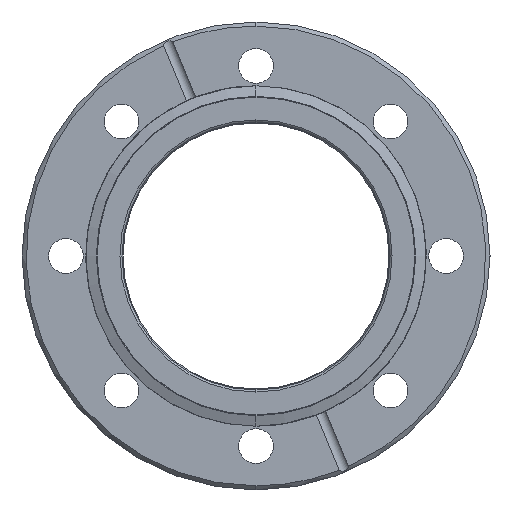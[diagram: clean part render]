
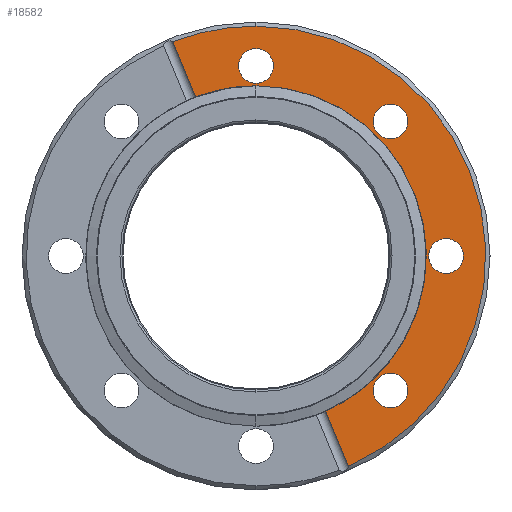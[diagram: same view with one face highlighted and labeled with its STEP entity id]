
A CAD part, left-side view. The second image highlights one B-rep face of the part: STEP entity #18582.
In plain terms, the highlighted planar face has unit normal (-1, 0, 0).
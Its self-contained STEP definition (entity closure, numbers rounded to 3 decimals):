
#462 = EDGE_CURVE ( 'NONE', #28503, #28726, #4425, .T. ) ;
#1786 = DIRECTION ( 'NONE',  ( 0., 0., 1. ) ) ;
#2449 = LINE ( 'NONE', #12514, #37544 ) ;
#2515 = CARTESIAN_POINT ( 'NONE',  ( -69.45, -32.598, 32.598 ) ) ;
#2633 = AXIS2_PLACEMENT_3D ( 'NONE', #31824, #4412, #36410 ) ;
#2638 = DIRECTION ( 'NONE',  ( -1., 0., 0. ) ) ;
#3000 = CARTESIAN_POINT ( 'NONE',  ( -69.45, -32.598, -36.798 ) ) ;
#3330 = ORIENTED_EDGE ( 'NONE', *, *, #54033, .T. ) ;
#3459 = CARTESIAN_POINT ( 'NONE',  ( -69.45, -32.598, -32.598 ) ) ;
#4412 = DIRECTION ( 'NONE',  ( -1., 0., 0. ) ) ;
#4425 = CIRCLE ( 'NONE', #11013, 4.2 ) ;
#4688 = ORIENTED_EDGE ( 'NONE', *, *, #37891, .F. ) ;
#5023 = AXIS2_PLACEMENT_3D ( 'NONE', #19871, #51902, #24478 ) ;
#6341 = ORIENTED_EDGE ( 'NONE', *, *, #29056, .F. ) ;
#6830 = DIRECTION ( 'NONE',  ( -1., 0., 0. ) ) ;
#7593 = EDGE_CURVE ( 'NONE', #40079, #40517, #46609, .T. ) ;
#7751 = LINE ( 'NONE', #33267, #30686 ) ;
#7772 = EDGE_CURVE ( 'NONE', #29862, #30326, #50124, .T. ) ;
#7936 = CIRCLE ( 'NONE', #44450, 41.275 ) ;
#7993 = DIRECTION ( 'NONE',  ( 0., 0., 1. ) ) ;
#9810 = ORIENTED_EDGE ( 'NONE', *, *, #52408, .F. ) ;
#10105 = FACE_BOUND ( 'NONE', #19059, .T. ) ;
#10817 = AXIS2_PLACEMENT_3D ( 'NONE', #34283, #6830, #38887 ) ;
#11013 = AXIS2_PLACEMENT_3D ( 'NONE', #2515, #52867, #52487 ) ;
#11721 = EDGE_CURVE ( 'NONE', #31020, #31130, #38832, .T. ) ;
#11916 = EDGE_LOOP ( 'NONE', ( #27955, #36042, #3330, #47445, #6341, #46780 ) ) ;
#12514 = CARTESIAN_POINT ( 'NONE',  ( -69.45, -29.484, -68.044 ) ) ;
#13646 = ORIENTED_EDGE ( 'NONE', *, *, #31160, .F. ) ;
#14351 = ORIENTED_EDGE ( 'NONE', *, *, #11721, .F. ) ;
#14577 = EDGE_LOOP ( 'NONE', ( #9810, #14351 ) ) ;
#14777 = AXIS2_PLACEMENT_3D ( 'NONE', #48802, #21378, #53338 ) ;
#14921 = CARTESIAN_POINT ( 'NONE',  ( -69.45, 0., 0. ) ) ;
#15415 = VERTEX_POINT ( 'NONE', #41941 ) ;
#16499 = CARTESIAN_POINT ( 'NONE',  ( -69.45, -46.1, -4.2 ) ) ;
#17240 = CARTESIAN_POINT ( 'NONE',  ( -69.45, 0., 0. ) ) ;
#17902 = EDGE_CURVE ( 'NONE', #39800, #15415, #57489, .T. ) ;
#18582 = ADVANCED_FACE ( 'NONE', ( #46687, #10105, #22349, #23774, #57384 ), #19679, .F. ) ;
#18694 = ORIENTED_EDGE ( 'NONE', *, *, #43944, .F. ) ;
#18923 = CARTESIAN_POINT ( 'NONE',  ( -69.45, 0., 41.275 ) ) ;
#19059 = EDGE_LOOP ( 'NONE', ( #4688, #31949 ) ) ;
#19566 = DIRECTION ( 'NONE',  ( 0., 0., 1. ) ) ;
#19679 = PLANE ( 'NONE',  #5023 ) ;
#19871 = CARTESIAN_POINT ( 'NONE',  ( -69.45, 0., 33. ) ) ;
#20081 = CARTESIAN_POINT ( 'NONE',  ( -69.45, -32.598, 36.798 ) ) ;
#20184 = AXIS2_PLACEMENT_3D ( 'NONE', #14921, #46995, #19566 ) ;
#20868 = AXIS2_PLACEMENT_3D ( 'NONE', #27146, #59054, #31792 ) ;
#21378 = DIRECTION ( 'NONE',  ( -1., 0., 0. ) ) ;
#21586 = AXIS2_PLACEMENT_3D ( 'NONE', #26580, #58535, #31249 ) ;
#21823 = CIRCLE ( 'NONE', #22289, 55.75 ) ;
#21833 = DIRECTION ( 'NONE',  ( 0., 0., 1. ) ) ;
#21929 = EDGE_CURVE ( 'NONE', #37519, #26713, #7751, .T. ) ;
#22126 = CARTESIAN_POINT ( 'NONE',  ( -69.45, -22.438, -51.035 ) ) ;
#22289 = AXIS2_PLACEMENT_3D ( 'NONE', #17240, #49265, #21833 ) ;
#22349 = FACE_BOUND ( 'NONE', #51229, .T. ) ;
#23045 = CARTESIAN_POINT ( 'NONE',  ( -69.45, 0., 0. ) ) ;
#23774 = FACE_OUTER_BOUND ( 'NONE', #11916, .T. ) ;
#24478 = DIRECTION ( 'NONE',  ( 0., 0., -1. ) ) ;
#25240 = AXIS2_PLACEMENT_3D ( 'NONE', #3459, #35473, #7993 ) ;
#26580 = CARTESIAN_POINT ( 'NONE',  ( -69.45, -32.598, 32.598 ) ) ;
#26603 = VERTEX_POINT ( 'NONE', #57895 ) ;
#26713 = VERTEX_POINT ( 'NONE', #22126 ) ;
#26842 = VERTEX_POINT ( 'NONE', #50529 ) ;
#27146 = CARTESIAN_POINT ( 'NONE',  ( -69.45, 0., 46.1 ) ) ;
#27639 = DIRECTION ( 'NONE',  ( 0., 0., 1. ) ) ;
#27955 = ORIENTED_EDGE ( 'NONE', *, *, #49282, .T. ) ;
#28503 = VERTEX_POINT ( 'NONE', #45933 ) ;
#28726 = VERTEX_POINT ( 'NONE', #20081 ) ;
#29056 = EDGE_CURVE ( 'NONE', #37519, #39800, #7936, .T. ) ;
#29217 = DIRECTION ( 'NONE',  ( -1., 0., 0. ) ) ;
#29862 = VERTEX_POINT ( 'NONE', #16499 ) ;
#30041 = CARTESIAN_POINT ( 'NONE',  ( -69.45, -32.598, -32.598 ) ) ;
#30326 = VERTEX_POINT ( 'NONE', #38520 ) ;
#30686 = VECTOR ( 'NONE', #42406, 1000. ) ;
#31020 = VERTEX_POINT ( 'NONE', #3000 ) ;
#31130 = VERTEX_POINT ( 'NONE', #54123 ) ;
#31160 = EDGE_CURVE ( 'NONE', #26842, #26603, #46890, .T. ) ;
#31249 = DIRECTION ( 'NONE',  ( 0., 0., 1. ) ) ;
#31792 = DIRECTION ( 'NONE',  ( 0., 0., 1. ) ) ;
#31824 = CARTESIAN_POINT ( 'NONE',  ( -69.45, 0., 0. ) ) ;
#31949 = ORIENTED_EDGE ( 'NONE', *, *, #462, .F. ) ;
#32706 = CARTESIAN_POINT ( 'NONE',  ( -69.45, -16.897, -37.658 ) ) ;
#33267 = CARTESIAN_POINT ( 'NONE',  ( -69.45, -29.484, -68.044 ) ) ;
#34283 = CARTESIAN_POINT ( 'NONE',  ( -69.45, 0., 46.1 ) ) ;
#34666 = DIRECTION ( 'NONE',  ( 0., 0., 1. ) ) ;
#35367 = CIRCLE ( 'NONE', #57372, 4.2 ) ;
#35473 = DIRECTION ( 'NONE',  ( -1., 0., 0. ) ) ;
#36042 = ORIENTED_EDGE ( 'NONE', *, *, #7593, .T. ) ;
#36410 = DIRECTION ( 'NONE',  ( 0., 0., 1. ) ) ;
#37039 = CIRCLE ( 'NONE', #10817, 4.2 ) ;
#37519 = VERTEX_POINT ( 'NONE', #32706 ) ;
#37544 = VECTOR ( 'NONE', #44607, 1000. ) ;
#37891 = EDGE_CURVE ( 'NONE', #28726, #28503, #55453, .T. ) ;
#38520 = CARTESIAN_POINT ( 'NONE',  ( -69.45, -46.1, 4.2 ) ) ;
#38832 = CIRCLE ( 'NONE', #54088, 4.2 ) ;
#38887 = DIRECTION ( 'NONE',  ( 0., 0., 1. ) ) ;
#39607 = CARTESIAN_POINT ( 'NONE',  ( -69.45, 0., 55.75 ) ) ;
#39800 = VERTEX_POINT ( 'NONE', #18923 ) ;
#40079 = VERTEX_POINT ( 'NONE', #39607 ) ;
#40449 = ORIENTED_EDGE ( 'NONE', *, *, #7772, .F. ) ;
#40517 = VERTEX_POINT ( 'NONE', #58027 ) ;
#41941 = CARTESIAN_POINT ( 'NONE',  ( -69.45, 14.68, 38.576 ) ) ;
#42406 = DIRECTION ( 'NONE',  ( 0., -0.383, -0.924 ) ) ;
#43944 = EDGE_CURVE ( 'NONE', #30326, #29862, #35367, .T. ) ;
#44450 = AXIS2_PLACEMENT_3D ( 'NONE', #23045, #55003, #27639 ) ;
#44607 = DIRECTION ( 'NONE',  ( 0., -0.383, -0.924 ) ) ;
#45380 = ORIENTED_EDGE ( 'NONE', *, *, #58296, .F. ) ;
#45933 = CARTESIAN_POINT ( 'NONE',  ( -69.45, -32.598, 28.398 ) ) ;
#46609 = CIRCLE ( 'NONE', #20184, 55.75 ) ;
#46687 = FACE_BOUND ( 'NONE', #49101, .T. ) ;
#46780 = ORIENTED_EDGE ( 'NONE', *, *, #21929, .T. ) ;
#46890 = CIRCLE ( 'NONE', #20868, 4.2 ) ;
#46995 = DIRECTION ( 'NONE',  ( -1., 0., 0. ) ) ;
#47445 = ORIENTED_EDGE ( 'NONE', *, *, #17902, .F. ) ;
#48802 = CARTESIAN_POINT ( 'NONE',  ( -69.45, -46.1, 0. ) ) ;
#49101 = EDGE_LOOP ( 'NONE', ( #13646, #45380 ) ) ;
#49265 = DIRECTION ( 'NONE',  ( -1., 0., 0. ) ) ;
#49282 = EDGE_CURVE ( 'NONE', #26713, #40079, #21823, .T. ) ;
#50124 = CIRCLE ( 'NONE', #14777, 4.2 ) ;
#50529 = CARTESIAN_POINT ( 'NONE',  ( -69.45, 0., 50.3 ) ) ;
#51229 = EDGE_LOOP ( 'NONE', ( #18694, #40449 ) ) ;
#51902 = DIRECTION ( 'NONE',  ( 1., 0., 0. ) ) ;
#52408 = EDGE_CURVE ( 'NONE', #31130, #31020, #55112, .T. ) ;
#52487 = DIRECTION ( 'NONE',  ( 0., 0., 1. ) ) ;
#52867 = DIRECTION ( 'NONE',  ( -1., 0., 0. ) ) ;
#53338 = DIRECTION ( 'NONE',  ( 0., 0., 1. ) ) ;
#54033 = EDGE_CURVE ( 'NONE', #40517, #15415, #2449, .T. ) ;
#54088 = AXIS2_PLACEMENT_3D ( 'NONE', #30041, #2638, #34666 ) ;
#54123 = CARTESIAN_POINT ( 'NONE',  ( -69.45, -32.598, -28.398 ) ) ;
#55003 = DIRECTION ( 'NONE',  ( -1., 0., 0. ) ) ;
#55112 = CIRCLE ( 'NONE', #25240, 4.2 ) ;
#55453 = CIRCLE ( 'NONE', #21586, 4.2 ) ;
#56556 = CARTESIAN_POINT ( 'NONE',  ( -69.45, -46.1, 0. ) ) ;
#57372 = AXIS2_PLACEMENT_3D ( 'NONE', #56556, #29217, #1786 ) ;
#57384 = FACE_BOUND ( 'NONE', #14577, .T. ) ;
#57489 = CIRCLE ( 'NONE', #2633, 41.275 ) ;
#57895 = CARTESIAN_POINT ( 'NONE',  ( -69.45, 0., 41.9 ) ) ;
#58027 = CARTESIAN_POINT ( 'NONE',  ( -69.45, 20.221, 51.954 ) ) ;
#58296 = EDGE_CURVE ( 'NONE', #26603, #26842, #37039, .T. ) ;
#58535 = DIRECTION ( 'NONE',  ( -1., 0., 0. ) ) ;
#59054 = DIRECTION ( 'NONE',  ( -1., 0., 0. ) ) ;
